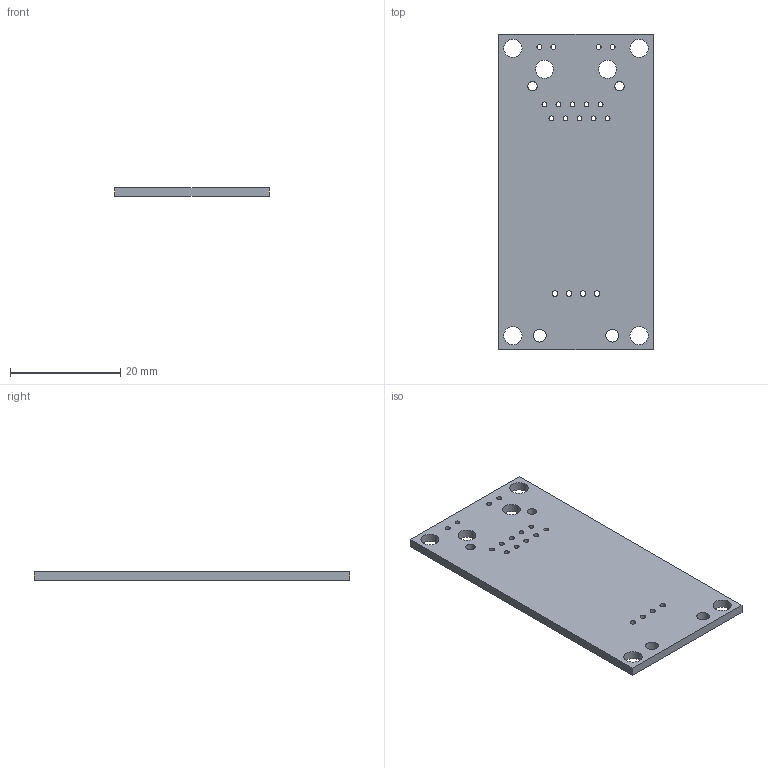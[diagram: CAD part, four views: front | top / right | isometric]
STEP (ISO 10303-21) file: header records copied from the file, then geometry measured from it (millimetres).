
FILE_DESCRIPTION(('KiCad electronic assembly'),'2;1');
FILE_NAME('kicadBoard.step','2022-11-20T12:48:06',('Pcbnew'),('Kicad'), 'Open CASCADE STEP processor 7.6','KiCad to STEP converter','Unknown' );
FILE_SCHEMA(('AUTOMOTIVE_DESIGN { 1 0 10303 214 1 1 1 1 }'));
Length unit declared in the file: millimetre
Products named in the file (2): kicadBoard 1; kicadBoard PCB
Assembly tree (1 placements, depth 2):
  kicadBoard 1
    kicadBoard PCB
Bounding box: 27.94 x 57.15 x 1.6 mm (x, y, z)
Volume: 2433.4 mm3; surface area: 3537.1 mm2
Topology: 1 solids, 1 shells, 34 faces, 96 edges, 64 vertices
Faces by surface type: cylinder 28, plane 6
Full cylindrical faces by diameter (mm): 0.9 x14, 1.016 x4, 1.7 x2, 2.311 x2, 3.25 x2, 3.302 x4
Entity records: 2711 total; most frequent: CARTESIAN_POINT 724, DIRECTION 360, ORIENTED_EDGE 192, PCURVE 192, DEFINITIONAL_REPRESENTATION 192, LINE 176, VECTOR 176, EDGE_CURVE 96
